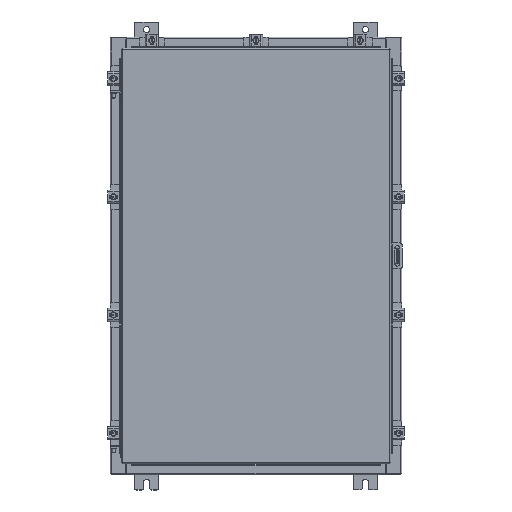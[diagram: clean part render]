
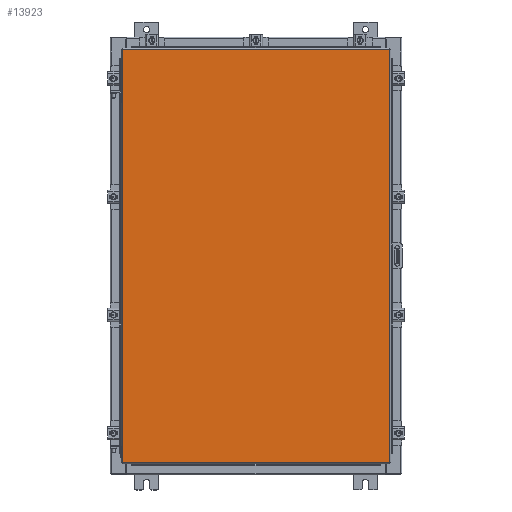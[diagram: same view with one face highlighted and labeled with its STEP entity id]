
A CAD part, top view. The second image highlights one B-rep face of the part: STEP entity #13923.
In plain terms, the highlighted planar face has unit normal (0, 0, 1).
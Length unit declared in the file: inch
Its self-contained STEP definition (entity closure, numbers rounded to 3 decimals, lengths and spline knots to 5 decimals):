
#98 = DIRECTION ( 'NONE',  ( -1., 0., 0. ) ) ;
#542 = EDGE_CURVE ( 'NONE', #5521, #4804, #3222, .T. ) ;
#1666 = CARTESIAN_POINT ( 'NONE',  ( -10.9903, -17.0063, 0. ) ) ;
#2034 = DIRECTION ( 'NONE',  ( 0., 0., -1. ) ) ;
#3222 = LINE ( 'NONE', #16872, #17544 ) ;
#4622 = CARTESIAN_POINT ( 'NONE',  ( 10.9903, -17.0063, 0. ) ) ;
#4804 = VERTEX_POINT ( 'NONE', #8016 ) ;
#4843 = LINE ( 'NONE', #4622, #9048 ) ;
#4882 = LINE ( 'NONE', #1666, #13862 ) ;
#5521 = VERTEX_POINT ( 'NONE', #13432 ) ;
#5574 = CARTESIAN_POINT ( 'NONE',  ( 0., 0., 0. ) ) ;
#7388 = PLANE ( 'NONE',  #23242 ) ;
#7734 = VERTEX_POINT ( 'NONE', #14808 ) ;
#8016 = CARTESIAN_POINT ( 'NONE',  ( -10.9903, -17.0063, 0. ) ) ;
#9033 = CARTESIAN_POINT ( 'NONE',  ( 10.9903, 17.0063, 0. ) ) ;
#9048 = VECTOR ( 'NONE', #18971, 39.37008 ) ;
#9151 = EDGE_CURVE ( 'NONE', #7734, #13815, #4843, .T. ) ;
#11973 = ORIENTED_EDGE ( 'NONE', *, *, #13055, .T. ) ;
#12575 = CARTESIAN_POINT ( 'NONE',  ( 10.9903, 17.0063, 0. ) ) ;
#13055 = EDGE_CURVE ( 'NONE', #4804, #7734, #4882, .T. ) ;
#13432 = CARTESIAN_POINT ( 'NONE',  ( -10.9903, 17.0063, 0. ) ) ;
#13815 = VERTEX_POINT ( 'NONE', #12575 ) ;
#13862 = VECTOR ( 'NONE', #16038, 39.37008 ) ;
#13923 = ADVANCED_FACE ( 'NONE', ( #17744 ), #7388, .F. ) ;
#14584 = DIRECTION ( 'NONE',  ( -1., 0., 0. ) ) ;
#14808 = CARTESIAN_POINT ( 'NONE',  ( 10.9903, -17.0063, 0. ) ) ;
#16038 = DIRECTION ( 'NONE',  ( 1., 0., 0. ) ) ;
#16550 = ORIENTED_EDGE ( 'NONE', *, *, #542, .T. ) ;
#16678 = VECTOR ( 'NONE', #98, 39.37008 ) ;
#16872 = CARTESIAN_POINT ( 'NONE',  ( -10.9903, 17.0063, 0. ) ) ;
#16943 = ORIENTED_EDGE ( 'NONE', *, *, #9151, .T. ) ;
#17544 = VECTOR ( 'NONE', #22238, 39.37008 ) ;
#17744 = FACE_OUTER_BOUND ( 'NONE', #21921, .T. ) ;
#18971 = DIRECTION ( 'NONE',  ( 0., 1., 0. ) ) ;
#19964 = EDGE_CURVE ( 'NONE', #13815, #5521, #22060, .T. ) ;
#20354 = ORIENTED_EDGE ( 'NONE', *, *, #19964, .T. ) ;
#21921 = EDGE_LOOP ( 'NONE', ( #11973, #16943, #20354, #16550 ) ) ;
#22060 = LINE ( 'NONE', #9033, #16678 ) ;
#22238 = DIRECTION ( 'NONE',  ( 0., -1., 0. ) ) ;
#23242 = AXIS2_PLACEMENT_3D ( 'NONE', #5574, #2034, #14584 ) ;
